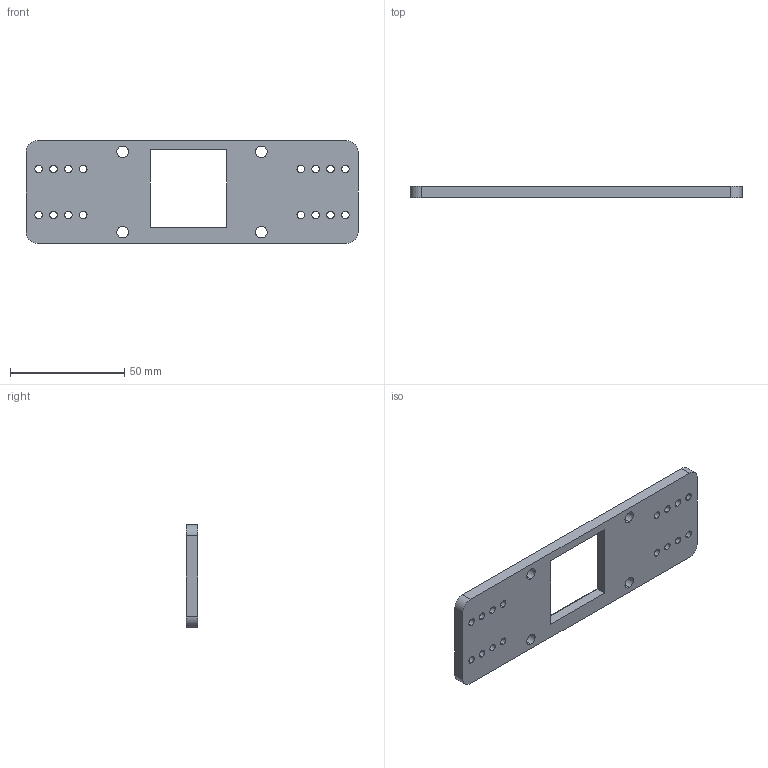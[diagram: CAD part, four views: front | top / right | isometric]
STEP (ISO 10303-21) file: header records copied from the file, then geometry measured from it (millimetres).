
FILE_DESCRIPTION (( 'STEP AP214' ), '1' );
FILE_NAME ('Shifter Mount with Joystick Slot - v1b.STEP', '2017-09-29T14:44:05', ( '' ), ( '' ), 'SwSTEP 2.0', 'SolidWorks 2014', '' );
FILE_SCHEMA (( 'AUTOMOTIVE_DESIGN' ));
Length unit declared in the file: millimetre
Products named in the file (1): Shifter Mount with Joystick Slot - v1b
Bounding box: 145 x 5 x 45 mm (x, y, z)
Volume: 25701.8 mm3; surface area: 13985 mm2
Topology: 1 solids, 1 shells, 83 faces, 230 edges, 152 vertices
Faces by surface type: cylinder 48, plane 30, bspline 5
Entity records: 3096 total; most frequent: CARTESIAN_POINT 811, DIRECTION 462, ORIENTED_EDGE 460, EDGE_CURVE 230, AXIS2_PLACEMENT_3D 167, VERTEX_POINT 152, EDGE_LOOP 128, LINE 128
